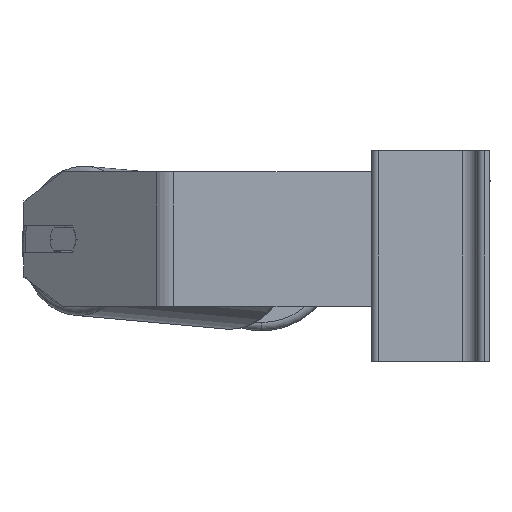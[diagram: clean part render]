
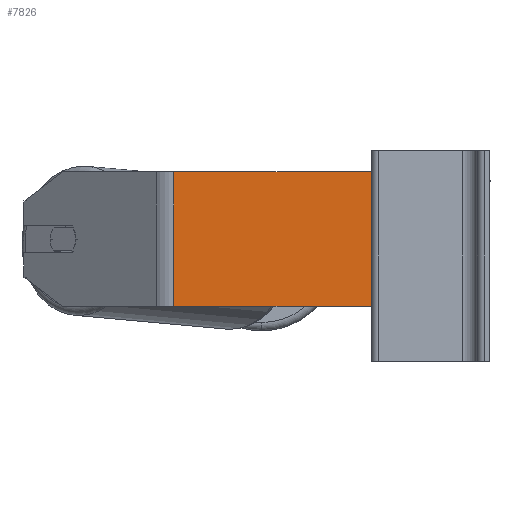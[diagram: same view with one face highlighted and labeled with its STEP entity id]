
A CAD part, left-side view. The second image highlights one B-rep face of the part: STEP entity #7826.
In plain terms, the highlighted planar face has unit normal (-1, 0, 0).
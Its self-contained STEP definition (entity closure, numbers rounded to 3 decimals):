
#301 = FACE_OUTER_BOUND ( 'NONE', #4264, .T. ) ;
#433 = VERTEX_POINT ( 'NONE', #2518 ) ;
#496 = DIRECTION ( 'NONE',  ( 0., -1., 0. ) ) ;
#819 = CARTESIAN_POINT ( 'NONE',  ( -288., 135.32, -30. ) ) ;
#1129 = ORIENTED_EDGE ( 'NONE', *, *, #4403, .F. ) ;
#1410 = DIRECTION ( 'NONE',  ( 0., -1., 0. ) ) ;
#1568 = DIRECTION ( 'NONE',  ( 0., 0., -1. ) ) ;
#1599 = LINE ( 'NONE', #8051, #9293 ) ;
#1797 = CARTESIAN_POINT ( 'NONE',  ( -288., 135.32, 50. ) ) ;
#2518 = CARTESIAN_POINT ( 'NONE',  ( -288., 18., 50. ) ) ;
#3677 = DIRECTION ( 'NONE',  ( 0., 1., 0. ) ) ;
#3727 = CARTESIAN_POINT ( 'NONE',  ( -288., 141.143, 50. ) ) ;
#3882 = EDGE_CURVE ( 'NONE', #7635, #433, #1599, .T. ) ;
#3938 = AXIS2_PLACEMENT_3D ( 'NONE', #3727, #10440, #3677 ) ;
#3943 = LINE ( 'NONE', #9775, #4912 ) ;
#4264 = EDGE_LOOP ( 'NONE', ( #7176, #1129, #6319, #5404 ) ) ;
#4403 = EDGE_CURVE ( 'NONE', #433, #7676, #10770, .T. ) ;
#4470 = EDGE_CURVE ( 'NONE', #4608, #7676, #3943, .T. ) ;
#4608 = VERTEX_POINT ( 'NONE', #819 ) ;
#4912 = VECTOR ( 'NONE', #1410, 1000. ) ;
#5401 = EDGE_CURVE ( 'NONE', #7635, #4608, #6042, .T. ) ;
#5404 = ORIENTED_EDGE ( 'NONE', *, *, #5401, .T. ) ;
#5666 = CARTESIAN_POINT ( 'NONE',  ( -288., 18., 50. ) ) ;
#5995 = CARTESIAN_POINT ( 'NONE',  ( -288., 18., -30. ) ) ;
#6042 = LINE ( 'NONE', #1797, #8094 ) ;
#6319 = ORIENTED_EDGE ( 'NONE', *, *, #3882, .F. ) ;
#6752 = CARTESIAN_POINT ( 'NONE',  ( -288., 135.32, 50. ) ) ;
#7176 = ORIENTED_EDGE ( 'NONE', *, *, #4470, .T. ) ;
#7635 = VERTEX_POINT ( 'NONE', #6752 ) ;
#7676 = VERTEX_POINT ( 'NONE', #5995 ) ;
#7826 = ADVANCED_FACE ( 'NONE', ( #301 ), #8631, .F. ) ;
#8051 = CARTESIAN_POINT ( 'NONE',  ( -288., 141.143, 50. ) ) ;
#8079 = VECTOR ( 'NONE', #1568, 1000. ) ;
#8094 = VECTOR ( 'NONE', #8628, 1000. ) ;
#8628 = DIRECTION ( 'NONE',  ( 0., 0., -1. ) ) ;
#8631 = PLANE ( 'NONE',  #3938 ) ;
#9293 = VECTOR ( 'NONE', #496, 1000. ) ;
#9775 = CARTESIAN_POINT ( 'NONE',  ( -288., 141.143, -30. ) ) ;
#10440 = DIRECTION ( 'NONE',  ( 1., 0., 0. ) ) ;
#10770 = LINE ( 'NONE', #5666, #8079 ) ;
